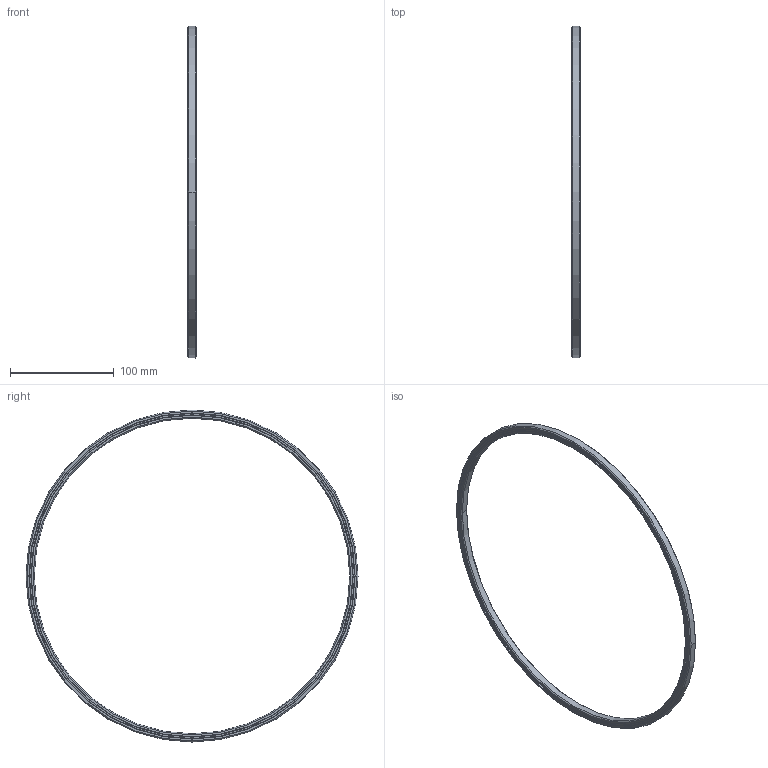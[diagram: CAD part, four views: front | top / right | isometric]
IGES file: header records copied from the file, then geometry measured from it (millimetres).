
Start section: TurboCAD 2018 Professional 25.0, IMSIDesign, LLC
Global section: author: NULL; organization: NULL; date: 20200224.121333; units: inch
Bounding box: 7.94 x 320.68 x 320.68 mm (x, y, z)
Surface area: 59977.5 mm2 (no closed solid volume)
Topology: 0 solids, 0 shells, 926 faces, 5502 edges, 5042 vertices
Faces by surface type: revolution 552, extrusion 374
